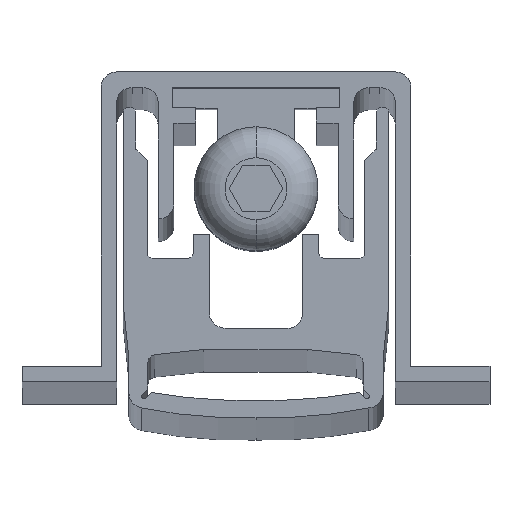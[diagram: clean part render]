
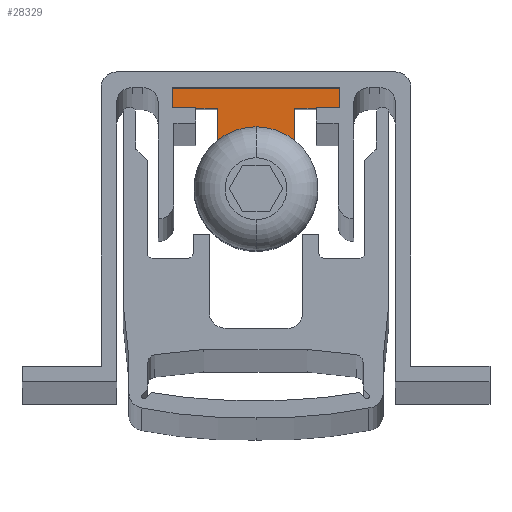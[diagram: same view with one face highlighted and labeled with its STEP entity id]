
A CAD part, top view. The second image highlights one B-rep face of the part: STEP entity #28329.
In plain terms, the highlighted planar face has unit normal (0, 0, 1).
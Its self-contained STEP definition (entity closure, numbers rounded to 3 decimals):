
#1206 = CARTESIAN_POINT ( 'NONE',  ( -5.4, 5.25, -1. ) ) ;
#2497 = ORIENTED_EDGE ( 'NONE', *, *, #21822, .F. ) ;
#2715 = VECTOR ( 'NONE', #14373, 1000. ) ;
#3274 = VERTEX_POINT ( 'NONE', #14804 ) ;
#3964 = VERTEX_POINT ( 'NONE', #11606 ) ;
#4252 = EDGE_CURVE ( 'NONE', #3274, #6225, #12890, .T. ) ;
#4516 = VECTOR ( 'NONE', #30380, 1000. ) ;
#4922 = FACE_OUTER_BOUND ( 'NONE', #17452, .T. ) ;
#5175 = CARTESIAN_POINT ( 'NONE',  ( -5.4, 6.55, -1. ) ) ;
#5460 = CARTESIAN_POINT ( 'NONE',  ( 2.5, 0., -1. ) ) ;
#5599 = EDGE_CURVE ( 'NONE', #8051, #13363, #19160, .T. ) ;
#6086 = ORIENTED_EDGE ( 'NONE', *, *, #24462, .T. ) ;
#6225 = VERTEX_POINT ( 'NONE', #5460 ) ;
#7432 = ORIENTED_EDGE ( 'NONE', *, *, #21931, .T. ) ;
#7783 = CARTESIAN_POINT ( 'NONE',  ( 0., 0., -1. ) ) ;
#8051 = VERTEX_POINT ( 'NONE', #12471 ) ;
#8187 = LINE ( 'NONE', #5175, #26918 ) ;
#8448 = ORIENTED_EDGE ( 'NONE', *, *, #9134, .F. ) ;
#8494 = VERTEX_POINT ( 'NONE', #8526 ) ;
#8526 = CARTESIAN_POINT ( 'NONE',  ( 5.4, 5.25, -1. ) ) ;
#9134 = EDGE_CURVE ( 'NONE', #12552, #23146, #18277, .T. ) ;
#9651 = ORIENTED_EDGE ( 'NONE', *, *, #5599, .F. ) ;
#10269 = DIRECTION ( 'NONE',  ( 0., -1., 0. ) ) ;
#10672 = DIRECTION ( 'NONE',  ( 0., 0., 1. ) ) ;
#11098 = DIRECTION ( 'NONE',  ( 0., -1., 0. ) ) ;
#11606 = CARTESIAN_POINT ( 'NONE',  ( -5.4, 5.25, -1. ) ) ;
#12131 = CARTESIAN_POINT ( 'NONE',  ( 2.5, 6.55, -1. ) ) ;
#12471 = CARTESIAN_POINT ( 'NONE',  ( -5.4, 6.55, -1. ) ) ;
#12552 = VERTEX_POINT ( 'NONE', #20506 ) ;
#12697 = AXIS2_PLACEMENT_3D ( 'NONE', #31453, #24457, #22065 ) ;
#12890 = LINE ( 'NONE', #25651, #17251 ) ;
#12931 = CARTESIAN_POINT ( 'NONE',  ( 0., 0., -1. ) ) ;
#13236 = DIRECTION ( 'NONE',  ( 0., -1., 0. ) ) ;
#13363 = VERTEX_POINT ( 'NONE', #27613 ) ;
#14373 = DIRECTION ( 'NONE',  ( 1., 0., 0. ) ) ;
#14804 = CARTESIAN_POINT ( 'NONE',  ( 2.5, 5.25, -1. ) ) ;
#14842 = EDGE_CURVE ( 'NONE', #8051, #3964, #8187, .T. ) ;
#15227 = VECTOR ( 'NONE', #24356, 1000. ) ;
#15311 = DIRECTION ( 'NONE',  ( 0., 1., 0. ) ) ;
#16482 = CARTESIAN_POINT ( 'NONE',  ( -2.5, 0., -1. ) ) ;
#16763 = VECTOR ( 'NONE', #15311, 1000. ) ;
#17121 = ORIENTED_EDGE ( 'NONE', *, *, #14842, .T. ) ;
#17191 = DIRECTION ( 'NONE',  ( 0., 1., 0. ) ) ;
#17251 = VECTOR ( 'NONE', #11098, 1000. ) ;
#17452 = EDGE_LOOP ( 'NONE', ( #25123, #6086, #7432, #9651, #17121, #25135, #2497, #8448, #28341 ) ) ;
#17492 = VERTEX_POINT ( 'NONE', #26456 ) ;
#17517 = PLANE ( 'NONE',  #30640 ) ;
#17535 = CARTESIAN_POINT ( 'NONE',  ( -2.5, 0., -1. ) ) ;
#18004 = LINE ( 'NONE', #18476, #22386 ) ;
#18277 = CIRCLE ( 'NONE', #12697, 2.5 ) ;
#18476 = CARTESIAN_POINT ( 'NONE',  ( 5.4, 6.55, -1. ) ) ;
#19160 = LINE ( 'NONE', #12131, #2715 ) ;
#19933 = DIRECTION ( 'NONE',  ( 0., 0., -1. ) ) ;
#20043 = LINE ( 'NONE', #22124, #15227 ) ;
#20506 = CARTESIAN_POINT ( 'NONE',  ( 0., 2.5, -1. ) ) ;
#21451 = CIRCLE ( 'NONE', #25033, 2.5 ) ;
#21822 = EDGE_CURVE ( 'NONE', #23146, #17492, #29681, .T. ) ;
#21931 = EDGE_CURVE ( 'NONE', #8494, #13363, #18004, .T. ) ;
#22065 = DIRECTION ( 'NONE',  ( 0., -1., 0. ) ) ;
#22124 = CARTESIAN_POINT ( 'NONE',  ( -5.4, 5.25, -1. ) ) ;
#22386 = VECTOR ( 'NONE', #28216, 1000. ) ;
#23146 = VERTEX_POINT ( 'NONE', #16482 ) ;
#24356 = DIRECTION ( 'NONE',  ( 1., 0., 0. ) ) ;
#24457 = DIRECTION ( 'NONE',  ( 0., 0., 1. ) ) ;
#24462 = EDGE_CURVE ( 'NONE', #3274, #8494, #20043, .T. ) ;
#24541 = EDGE_CURVE ( 'NONE', #3964, #17492, #25296, .T. ) ;
#25033 = AXIS2_PLACEMENT_3D ( 'NONE', #12931, #10672, #13236 ) ;
#25123 = ORIENTED_EDGE ( 'NONE', *, *, #4252, .F. ) ;
#25135 = ORIENTED_EDGE ( 'NONE', *, *, #24541, .T. ) ;
#25296 = LINE ( 'NONE', #1206, #4516 ) ;
#25651 = CARTESIAN_POINT ( 'NONE',  ( 2.5, 0., -1. ) ) ;
#26456 = CARTESIAN_POINT ( 'NONE',  ( -2.5, 5.25, -1. ) ) ;
#26918 = VECTOR ( 'NONE', #10269, 1000. ) ;
#27084 = EDGE_CURVE ( 'NONE', #6225, #12552, #21451, .T. ) ;
#27613 = CARTESIAN_POINT ( 'NONE',  ( 5.4, 6.55, -1. ) ) ;
#28216 = DIRECTION ( 'NONE',  ( 0., 1., 0. ) ) ;
#28329 = ADVANCED_FACE ( 'NONE', ( #4922 ), #17517, .F. ) ;
#28341 = ORIENTED_EDGE ( 'NONE', *, *, #27084, .F. ) ;
#29681 = LINE ( 'NONE', #17535, #16763 ) ;
#30380 = DIRECTION ( 'NONE',  ( 1., 0., 0. ) ) ;
#30640 = AXIS2_PLACEMENT_3D ( 'NONE', #7783, #19933, #17191 ) ;
#31453 = CARTESIAN_POINT ( 'NONE',  ( 0., 0., -1. ) ) ;
